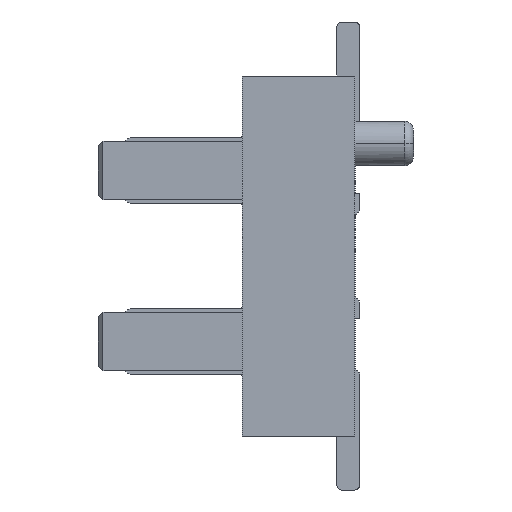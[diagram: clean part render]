
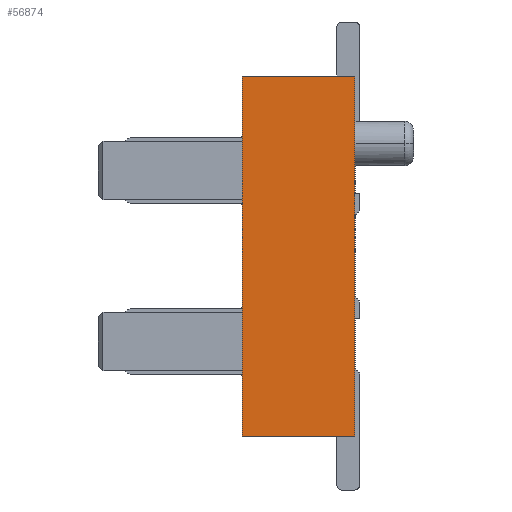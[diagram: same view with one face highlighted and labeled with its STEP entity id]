
A CAD part, left-side view. The second image highlights one B-rep face of the part: STEP entity #56874.
In plain terms, the highlighted planar face has unit normal (-1, 0, 0).
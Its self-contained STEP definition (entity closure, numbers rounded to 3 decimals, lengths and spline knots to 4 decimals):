
#5=DIRECTION('',(0.,0.,1.));
#6=VECTOR('',#5,4.);
#7=CARTESIAN_POINT('',(-11.35,0.,-2.));
#8=LINE('',#7,#6);
#163=DIRECTION('',(0.,1.,0.));
#164=VECTOR('',#163,1.25);
#165=CARTESIAN_POINT('',(-11.35,0.,2.));
#166=LINE('',#165,#164);
#175=DIRECTION('',(0.,0.,-1.));
#176=VECTOR('',#175,4.);
#177=CARTESIAN_POINT('',(-11.35,1.25,2.));
#178=LINE('',#177,#176);
#10267=DIRECTION('',(0.,1.,0.));
#10268=VECTOR('',#10267,1.25);
#10269=CARTESIAN_POINT('',(-11.35,0.,-2.));
#10270=LINE('',#10269,#10268);
#32557=CARTESIAN_POINT('',(-11.35,0.,-2.));
#32558=VERTEX_POINT('',#32557);
#32559=CARTESIAN_POINT('',(-11.35,0.,2.));
#32560=VERTEX_POINT('',#32559);
#39850=CARTESIAN_POINT('',(-11.35,1.25,2.));
#39852=VERTEX_POINT('',#39850);
#39854=CARTESIAN_POINT('',(-11.35,1.25,-2.));
#39856=VERTEX_POINT('',#39854);
#56863=CARTESIAN_POINT('',(-11.35,0.475,0.));
#56864=DIRECTION('',(1.,0.,0.));
#56865=DIRECTION('',(0.,0.,1.));
#56866=AXIS2_PLACEMENT_3D('',#56863,#56864,#56865);
#56867=PLANE('',#56866);
#56868=ORIENTED_EDGE('',*,*,#42762,.F.);
#56869=ORIENTED_EDGE('',*,*,#43981,.T.);
#56870=ORIENTED_EDGE('',*,*,#42942,.F.);
#56871=ORIENTED_EDGE('',*,*,#42927,.F.);
#56872=EDGE_LOOP('',(#56868,#56869,#56870,#56871));
#56873=FACE_OUTER_BOUND('',#56872,.F.);
#42762=EDGE_CURVE('',#32558,#32560,#8,.T.);
#42927=EDGE_CURVE('',#32560,#39852,#166,.T.);
#42942=EDGE_CURVE('',#39852,#39856,#178,.T.);
#43981=EDGE_CURVE('',#32558,#39856,#10270,.T.);
#56874=ADVANCED_FACE('',(#56873),#56867,.F.);
